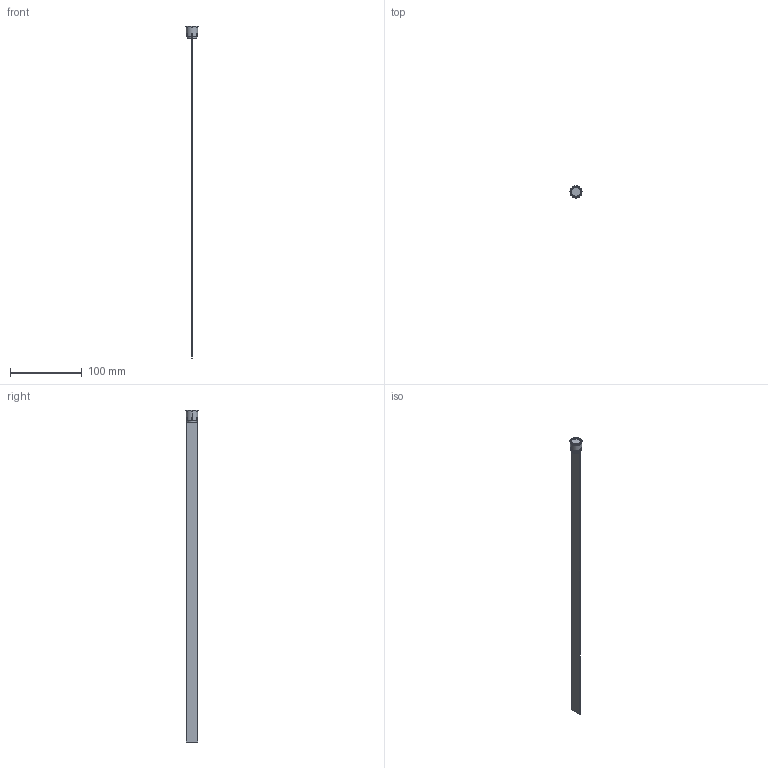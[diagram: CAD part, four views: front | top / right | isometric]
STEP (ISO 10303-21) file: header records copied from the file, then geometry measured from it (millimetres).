
FILE_DESCRIPTION (( 'STEP AP203' ), '1' );
FILE_NAME ('d1ab.STEP', '2023-09-26T22:21:26', ( '' ), ( '' ), 'SwSTEP 2.0', 'SolidWorks 2019', '' );
FILE_SCHEMA (( 'CONFIG_CONTROL_DESIGN' ));
Length unit declared in the file: millimetre
Products named in the file (1): d1ab
Bounding box: 17 x 17 x 464 mm (x, y, z)
Volume: 10253.5 mm3; surface area: 17034.1 mm2
Topology: 3 solids, 3 shells, 87 faces, 182 edges, 113 vertices
Faces by surface type: plane 36, cylinder 28, torus 12, cone 11
Entity records: 2400 total; most frequent: DIRECTION 441, CARTESIAN_POINT 395, ORIENTED_EDGE 364, EDGE_CURVE 182, AXIS2_PLACEMENT_3D 175, VERTEX_POINT 113, EDGE_LOOP 99, VECTOR 91
